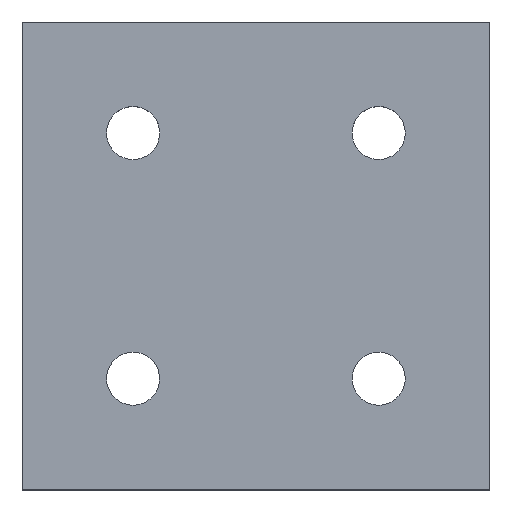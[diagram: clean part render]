
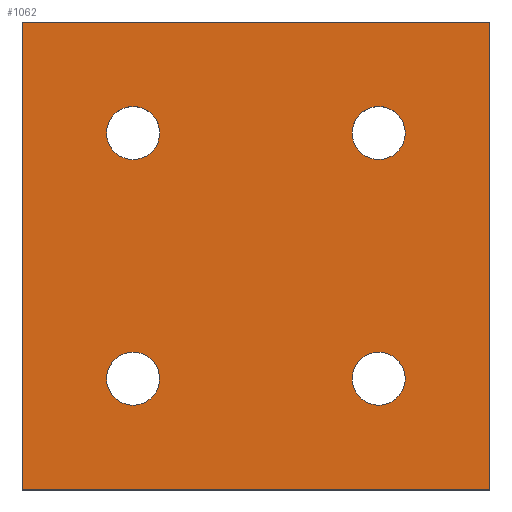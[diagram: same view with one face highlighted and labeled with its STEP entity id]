
A CAD part, top view. The second image highlights one B-rep face of the part: STEP entity #1062.
In plain terms, the highlighted planar face has unit normal (0, 0, 1).
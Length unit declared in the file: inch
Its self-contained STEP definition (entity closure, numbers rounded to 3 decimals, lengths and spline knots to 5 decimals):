
#652=CARTESIAN_POINT('',(1.707,0.,0.5));
#653=VERTEX_POINT('',#652);
#662=CARTESIAN_POINT('',(1.367,0.,0.5));
#663=VERTEX_POINT('',#662);
#664=CARTESIAN_POINT('',(1.537,0.,0.5));
#665=DIRECTION('',(0.0,0.0,-1.0));
#666=DIRECTION('',(1.0,0.0,0.0));
#667=AXIS2_PLACEMENT_3D('',#664,#665,#666);
#668=CIRCLE('',#667,0.17);
#669=EDGE_CURVE('',#663,#653,#668,.T.);
#694=CARTESIAN_POINT('',(1.707,1.575,0.5));
#695=VERTEX_POINT('',#694);
#704=CARTESIAN_POINT('',(1.367,1.575,0.5));
#705=VERTEX_POINT('',#704);
#706=CARTESIAN_POINT('',(1.537,1.575,0.5));
#707=DIRECTION('',(0.0,0.0,-1.0));
#708=DIRECTION('',(1.0,0.0,0.0));
#709=AXIS2_PLACEMENT_3D('',#706,#707,#708);
#710=CIRCLE('',#709,0.17);
#711=EDGE_CURVE('',#705,#695,#710,.T.);
#736=CARTESIAN_POINT('',(0.132,1.575,0.5));
#737=VERTEX_POINT('',#736);
#746=CARTESIAN_POINT('',(-0.208,1.575,0.5));
#747=VERTEX_POINT('',#746);
#748=CARTESIAN_POINT('',(-0.038,1.575,0.5));
#749=DIRECTION('',(0.0,0.0,-1.0));
#750=DIRECTION('',(1.0,0.0,0.0));
#751=AXIS2_PLACEMENT_3D('',#748,#749,#750);
#752=CIRCLE('',#751,0.17);
#753=EDGE_CURVE('',#747,#737,#752,.T.);
#778=CARTESIAN_POINT('',(0.132,0.,0.5));
#779=VERTEX_POINT('',#778);
#788=CARTESIAN_POINT('',(-0.208,0.,0.5));
#789=VERTEX_POINT('',#788);
#790=CARTESIAN_POINT('',(-0.038,0.,0.5));
#791=DIRECTION('',(0.0,0.0,-1.0));
#792=DIRECTION('',(1.0,0.0,0.0));
#793=AXIS2_PLACEMENT_3D('',#790,#791,#792);
#794=CIRCLE('',#793,0.17);
#795=EDGE_CURVE('',#789,#779,#794,.T.);
#829=CARTESIAN_POINT('',(-0.038,0.,0.5));
#830=DIRECTION('',(0.0,0.0,-1.0));
#831=DIRECTION('',(1.0,0.0,0.0));
#832=AXIS2_PLACEMENT_3D('',#829,#830,#831);
#833=CIRCLE('',#832,0.17);
#834=EDGE_CURVE('',#779,#789,#833,.T.);
#853=CARTESIAN_POINT('',(-0.038,1.575,0.5));
#854=DIRECTION('',(0.0,0.0,-1.0));
#855=DIRECTION('',(1.0,0.0,0.0));
#856=AXIS2_PLACEMENT_3D('',#853,#854,#855);
#857=CIRCLE('',#856,0.17);
#858=EDGE_CURVE('',#737,#747,#857,.T.);
#877=CARTESIAN_POINT('',(1.537,1.575,0.5));
#878=DIRECTION('',(0.0,0.0,-1.0));
#879=DIRECTION('',(1.0,0.0,0.0));
#880=AXIS2_PLACEMENT_3D('',#877,#878,#879);
#881=CIRCLE('',#880,0.17);
#882=EDGE_CURVE('',#695,#705,#881,.T.);
#901=CARTESIAN_POINT('',(1.537,0.,0.5));
#902=DIRECTION('',(0.0,0.0,-1.0));
#903=DIRECTION('',(1.0,0.0,0.0));
#904=AXIS2_PLACEMENT_3D('',#901,#902,#903);
#905=CIRCLE('',#904,0.17);
#906=EDGE_CURVE('',#653,#663,#905,.T.);
#916=CARTESIAN_POINT('',(2.25,2.287,0.5));
#917=VERTEX_POINT('',#916);
#918=CARTESIAN_POINT('',(2.25,-0.713,0.5));
#919=VERTEX_POINT('',#918);
#920=CARTESIAN_POINT('',(2.25,2.287,0.5));
#921=DIRECTION('',(0.0,-1.0,0.0));
#922=VECTOR('',#921,3.0);
#923=LINE('',#920,#922);
#924=EDGE_CURVE('',#917,#919,#923,.T.);
#956=CARTESIAN_POINT('',(-0.75,-0.713,0.5));
#957=VERTEX_POINT('',#956);
#958=CARTESIAN_POINT('',(2.25,-0.713,0.5));
#959=DIRECTION('',(-1.0,0.0,0.0));
#960=VECTOR('',#959,3.0);
#961=LINE('',#958,#960);
#962=EDGE_CURVE('',#919,#957,#961,.T.);
#987=CARTESIAN_POINT('',(-0.75,2.287,0.5));
#988=VERTEX_POINT('',#987);
#989=CARTESIAN_POINT('',(-0.75,-0.713,0.5));
#990=DIRECTION('',(0.0,1.0,0.0));
#991=VECTOR('',#990,3.0);
#992=LINE('',#989,#991);
#993=EDGE_CURVE('',#957,#988,#992,.T.);
#1018=CARTESIAN_POINT('',(-0.75,2.287,0.5));
#1019=DIRECTION('',(1.0,0.0,0.0));
#1020=VECTOR('',#1019,3.0);
#1021=LINE('',#1018,#1020);
#1022=EDGE_CURVE('',#988,#917,#1021,.T.);
#1035=CARTESIAN_POINT('',(0.75,0.787,0.5));
#1036=DIRECTION('',(0.0,0.0,1.0));
#1037=DIRECTION('',(1.0,0.0,0.0));
#1038=AXIS2_PLACEMENT_3D('',#1035,#1036,#1037);
#1039=PLANE('',#1038);
#1040=ORIENTED_EDGE('',*,*,#924,.F.);
#1041=ORIENTED_EDGE('',*,*,#1022,.F.);
#1042=ORIENTED_EDGE('',*,*,#993,.F.);
#1043=ORIENTED_EDGE('',*,*,#962,.F.);
#1044=EDGE_LOOP('',(#1040,#1041,#1042,#1043));
#1045=FACE_OUTER_BOUND('',#1044,.T.);
#1046=ORIENTED_EDGE('',*,*,#834,.T.);
#1047=ORIENTED_EDGE('',*,*,#795,.T.);
#1048=EDGE_LOOP('',(#1046,#1047));
#1049=FACE_BOUND('',#1048,.T.);
#1050=ORIENTED_EDGE('',*,*,#858,.T.);
#1051=ORIENTED_EDGE('',*,*,#753,.T.);
#1052=EDGE_LOOP('',(#1050,#1051));
#1053=FACE_BOUND('',#1052,.T.);
#1054=ORIENTED_EDGE('',*,*,#882,.T.);
#1055=ORIENTED_EDGE('',*,*,#711,.T.);
#1056=EDGE_LOOP('',(#1054,#1055));
#1057=FACE_BOUND('',#1056,.T.);
#1058=ORIENTED_EDGE('',*,*,#906,.T.);
#1059=ORIENTED_EDGE('',*,*,#669,.T.);
#1060=EDGE_LOOP('',(#1058,#1059));
#1061=FACE_BOUND('',#1060,.T.);
#1062=ADVANCED_FACE('',(#1045,#1049,#1053,#1057,#1061),#1039,.T.);
